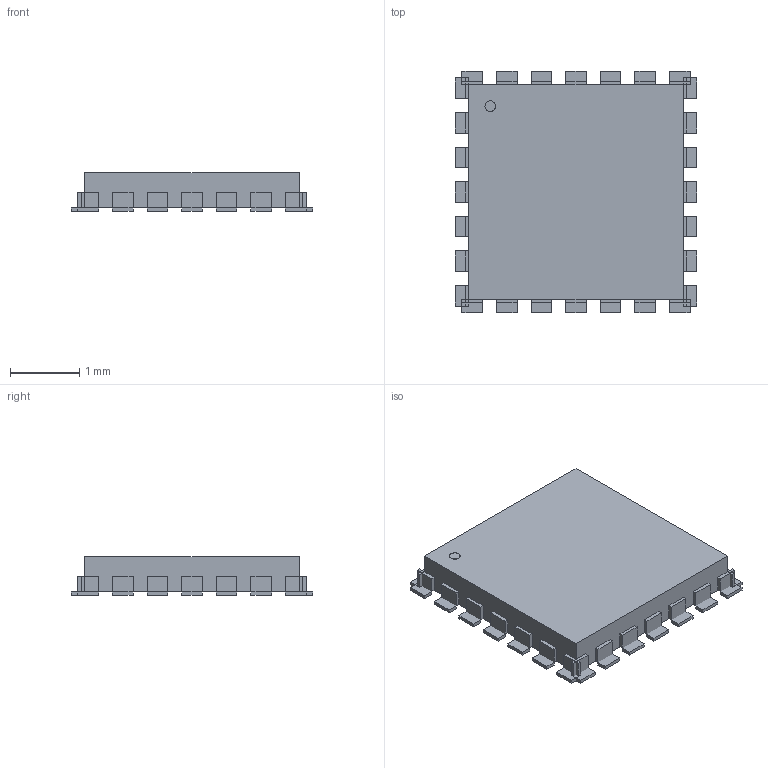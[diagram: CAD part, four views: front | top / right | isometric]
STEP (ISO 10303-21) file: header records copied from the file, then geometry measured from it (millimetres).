
FILE_DESCRIPTION(('STEP AP214'),'1');
FILE_NAME('UFQFPN-28','2021-10-26T10:47:49',(''),(''),'','','');
FILE_SCHEMA(('AUTOMOTIVE_DESIGN'));
Length unit declared in the file: millimetre
Products named in the file (1): product
Bounding box: 3.49 x 3.49 x 0.56 mm (x, y, z)
Volume: 4.9 mm3; surface area: 34.6 mm2
Topology: 30 solids, 30 shells, 289 faces, 631 edges, 402 vertices
Faces by surface type: plane 288, cylinder 1
Full cylindrical faces by diameter (mm): 0.155 x1
Entity records: 6024 total; most frequent: ORIENTED_EDGE 1036, DIRECTION 990, CARTESIAN_POINT 583, EDGE_CURVE 518, LINE 516, VECTOR 516, VERTEX_POINT 346, AXIS2_PLACEMENT_3D 237
